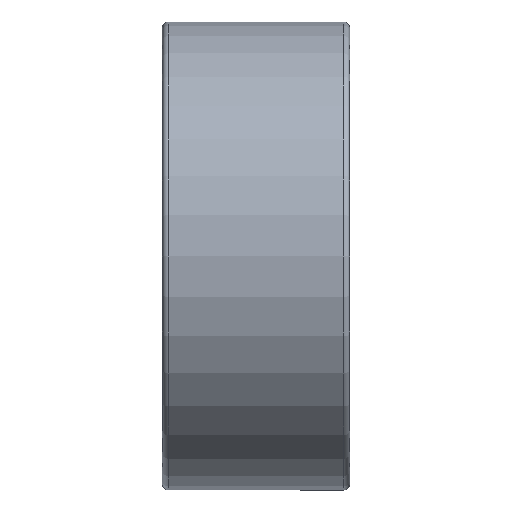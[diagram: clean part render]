
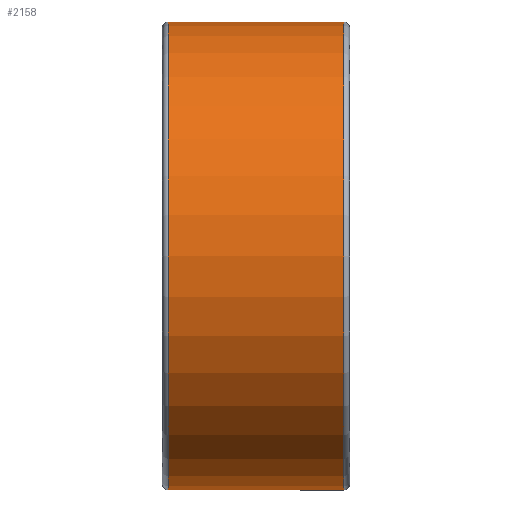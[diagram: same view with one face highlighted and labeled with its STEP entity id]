
A CAD part, front view. The second image highlights one B-rep face of the part: STEP entity #2158.
In plain terms, the highlighted cylindrical face has radius 5 mm (diameter 10 mm), a partial arc.
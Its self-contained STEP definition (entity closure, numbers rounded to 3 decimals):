
#261 = CARTESIAN_POINT ( 'NONE',  ( -0.125, 0., -5. ) ) ;
#262 = CARTESIAN_POINT ( 'NONE',  ( -3.875, 0., 5. ) ) ;
#434 = CARTESIAN_POINT ( 'NONE',  ( -3.875, 0., -5. ) ) ;
#504 = CARTESIAN_POINT ( 'NONE',  ( -0.125, 0., 5. ) ) ;
#712 = CARTESIAN_POINT ( 'NONE',  ( -3.875, 0., 0. ) ) ;
#724 = DIRECTION ( 'NONE',  ( 0., 0., -1. ) ) ;
#725 = DIRECTION ( 'NONE',  ( 1., 0., 0. ) ) ;
#792 = EDGE_CURVE ( 'NONE', #6332, #6504, #3153, .T. ) ;
#815 = EDGE_CURVE ( 'NONE', #6574, #6331, #3071, .T. ) ;
#944 = CARTESIAN_POINT ( 'NONE',  ( -0.125, 0., 0. ) ) ;
#945 = DIRECTION ( 'NONE',  ( 1., 0., 0. ) ) ;
#946 = DIRECTION ( 'NONE',  ( 0., 0., -1. ) ) ;
#1128 = LINE ( 'NONE', #1129, #3117 ) ;
#1129 = CARTESIAN_POINT ( 'NONE',  ( 0., 0., 5. ) ) ;
#1137 = DIRECTION ( 'NONE',  ( 1., 0., 0. ) ) ;
#1518 = ORIENTED_EDGE ( 'NONE', *, *, #2100, .T. ) ;
#1550 = ORIENTED_EDGE ( 'NONE', *, *, #2060, .F. ) ;
#1769 = ORIENTED_EDGE ( 'NONE', *, *, #792, .T. ) ;
#1962 = EDGE_LOOP ( 'NONE', ( #1550, #1769, #1518, #4193 ) ) ;
#2060 = EDGE_CURVE ( 'NONE', #6332, #6574, #1128, .T. ) ;
#2100 = EDGE_CURVE ( 'NONE', #6504, #6331, #2375, .T. ) ;
#2158 = ADVANCED_FACE ( 'NONE', ( #2627 ), #2623, .T. ) ;
#2305 = VECTOR ( 'NONE', #2377, 1000. ) ;
#2320 = AXIS2_PLACEMENT_3D ( 'NONE', #2631, #2622, #2632 ) ;
#2375 = LINE ( 'NONE', #2376, #2305 ) ;
#2376 = CARTESIAN_POINT ( 'NONE',  ( 0., 0., -5. ) ) ;
#2377 = DIRECTION ( 'NONE',  ( 1., 0., 0. ) ) ;
#2622 = DIRECTION ( 'NONE',  ( 1., 0., 0. ) ) ;
#2623 = CYLINDRICAL_SURFACE ( 'NONE', #2320, 5. ) ;
#2627 = FACE_OUTER_BOUND ( 'NONE', #1962, .T. ) ;
#2631 = CARTESIAN_POINT ( 'NONE',  ( 0., 0., 0. ) ) ;
#2632 = DIRECTION ( 'NONE',  ( 0., 0., -1. ) ) ;
#3071 = CIRCLE ( 'NONE', #3179, 5. ) ;
#3117 = VECTOR ( 'NONE', #1137, 1000. ) ;
#3153 = CIRCLE ( 'NONE', #3171, 5. ) ;
#3171 = AXIS2_PLACEMENT_3D ( 'NONE', #712, #725, #724 ) ;
#3179 = AXIS2_PLACEMENT_3D ( 'NONE', #944, #945, #946 ) ;
#4193 = ORIENTED_EDGE ( 'NONE', *, *, #815, .F. ) ;
#6331 = VERTEX_POINT ( 'NONE', #261 ) ;
#6332 = VERTEX_POINT ( 'NONE', #262 ) ;
#6504 = VERTEX_POINT ( 'NONE', #434 ) ;
#6574 = VERTEX_POINT ( 'NONE', #504 ) ;
